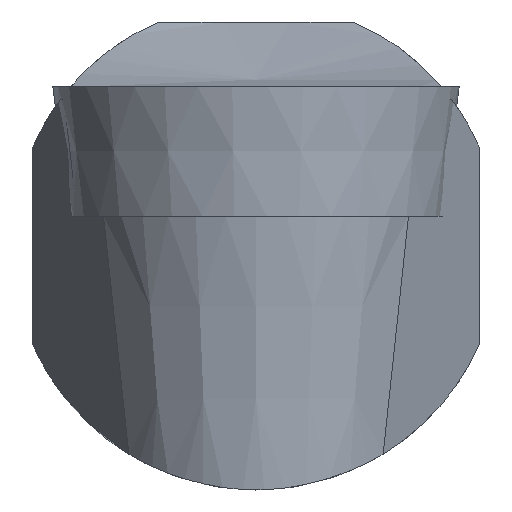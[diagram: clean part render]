
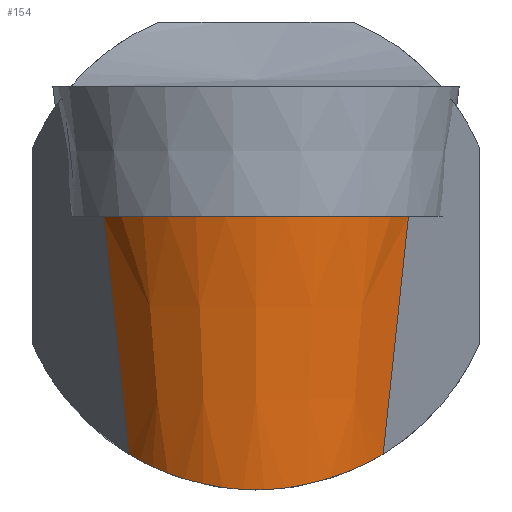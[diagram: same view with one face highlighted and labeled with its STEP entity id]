
A CAD part, left-side view. The second image highlights one B-rep face of the part: STEP entity #154.
In plain terms, the highlighted conical face has half-angle 7 degrees and reference radius 4.812 mm.
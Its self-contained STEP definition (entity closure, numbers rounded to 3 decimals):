
#48=B_SPLINE_CURVE_WITH_KNOTS('',3,(#581,#582,#583,#584,#585,#586),
 .UNSPECIFIED.,.F.,.F.,(4,2,4),(0.,0.5,1.),.UNSPECIFIED.);
#67=LINE('',#743,#85);
#68=LINE('',#747,#86);
#85=VECTOR('',#470,1.);
#86=VECTOR('',#473,1.);
#134=FACE_OUTER_BOUND('',#183,.T.);
#154=ADVANCED_FACE('',(#134),#160,.T.);
#160=CONICAL_SURFACE('',#394,4.813,7.);
#183=EDGE_LOOP('',(#248,#249,#250,#251));
#248=ORIENTED_EDGE('',*,*,#346,.F.);
#249=ORIENTED_EDGE('',*,*,#347,.T.);
#250=ORIENTED_EDGE('',*,*,#348,.T.);
#251=ORIENTED_EDGE('',*,*,#335,.F.);
#298=VERTEX_POINT('',#587);
#299=VERTEX_POINT('',#588);
#305=VERTEX_POINT('',#744);
#306=VERTEX_POINT('',#746);
#335=EDGE_CURVE('',#298,#299,#48,.T.);
#346=EDGE_CURVE('',#305,#298,#67,.T.);
#347=EDGE_CURVE('',#305,#306,#363,.T.);
#348=EDGE_CURVE('',#306,#299,#68,.T.);
#363=CIRCLE('',#393,4.325);
#393=AXIS2_PLACEMENT_3D('',#745,#471,#472);
#394=AXIS2_PLACEMENT_3D('',#748,#474,#475);
#470=DIRECTION('',(0.061,0.106,-0.993));
#471=DIRECTION('',(0.,0.,-1.));
#472=DIRECTION('',(-1.,0.,0.));
#473=DIRECTION('',(0.061,-0.106,-0.993));
#474=DIRECTION('',(0.,0.,1.));
#475=DIRECTION('',(1.,0.,0.));
#581=CARTESIAN_POINT('',(3.197,-3.123,-5.123));
#582=CARTESIAN_POINT('',(2.176,-2.478,-5.516));
#583=CARTESIAN_POINT('',(1.5,-1.282,-6.001));
#584=CARTESIAN_POINT('',(1.503,1.29,-5.999));
#585=CARTESIAN_POINT('',(2.162,2.47,-5.522));
#586=CARTESIAN_POINT('',(3.197,3.123,-5.123));
#587=CARTESIAN_POINT('',(3.197,-3.123,-5.123));
#588=CARTESIAN_POINT('',(3.197,3.123,-5.123));
#743=CARTESIAN_POINT('',(2.594,-4.168,4.7));
#744=CARTESIAN_POINT('',(2.837,-3.746,0.73));
#745=CARTESIAN_POINT('',(5.,0.,0.73));
#746=CARTESIAN_POINT('',(2.837,3.746,0.73));
#747=CARTESIAN_POINT('',(2.594,4.168,4.7));
#748=CARTESIAN_POINT('',(5.,0.,4.7));
